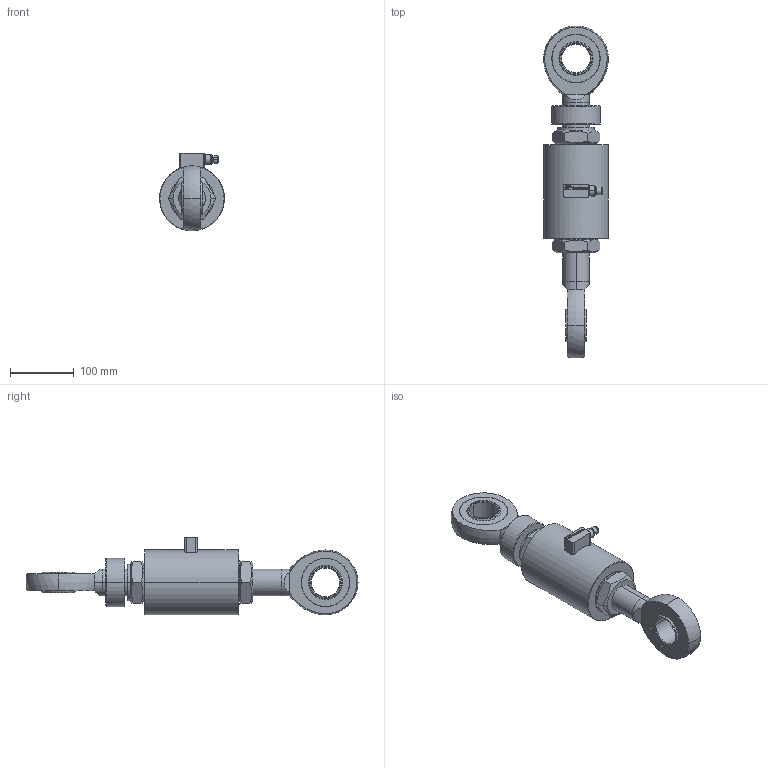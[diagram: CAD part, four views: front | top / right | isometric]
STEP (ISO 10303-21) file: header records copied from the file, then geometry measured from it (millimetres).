
FILE_DESCRIPTION(('STEP AP214'),'1');
FILE_NAME('CLB 200-300kN with accessories.stp','2017-10-11T12:05:12',(' '),(' '),'Spatial InterOp 3D',' ',' ');
FILE_SCHEMA(('automotive_design'));
Length unit declared in the file: millimetre
Products named in the file (12): CLB 200-300kN with accessories; Body; CTIC35; CTS62M42TCE; CACCEM42; 20_81_6481_2045_01; 20_81_6481_2045_02; CACCEM422; 20_81_6481_2045_01 Copy; 20_81_6481_2045_02 Copy; Nut; Nut2
Assembly tree (11 placements, depth 3):
  CLB 200-300kN with accessories
    Body
    CTIC35
    CTS62M42TCE
    CACCEM42
      20_81_6481_2045_01
      20_81_6481_2045_02
    CACCEM422
      20_81_6481_2045_01 Copy
      20_81_6481_2045_02 Copy
    Nut
    Nut2
Bounding box: 102 x 521.36 x 122.08 mm (x, y, z)
Volume: 2158667.9 mm3; surface area: 342582.1 mm2
Topology: 9 solids, 22 shells, 471 faces, 1135 edges, 743 vertices
Faces by surface type: plane 202, cylinder 107, cone 68, extrusion 42, torus 28, sphere 22, bspline 2
Entity records: 18822 total; most frequent: CARTESIAN_POINT 3609, DIRECTION 2334, ORIENTED_EDGE 2226, EDGE_CURVE 1133, AXIS2_PLACEMENT_3D 859, VERTEX_POINT 743, VECTOR 616, LINE 574
